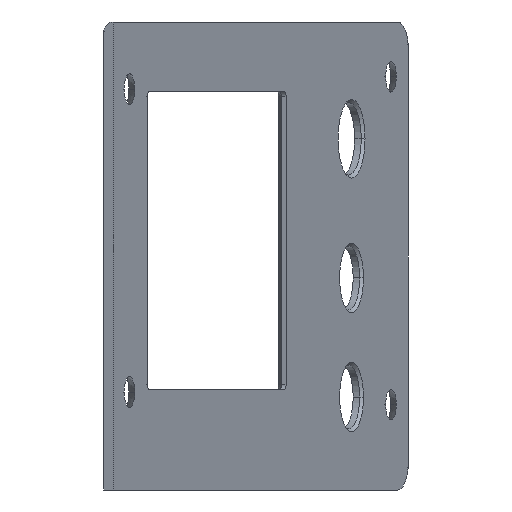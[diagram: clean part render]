
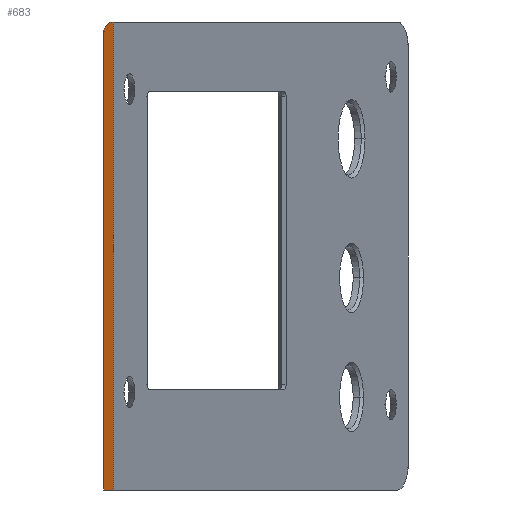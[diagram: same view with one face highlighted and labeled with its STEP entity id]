
A CAD part, left-side view. The second image highlights one B-rep face of the part: STEP entity #683.
In plain terms, the highlighted planar face has unit normal (-0.94, 0.342, 0).
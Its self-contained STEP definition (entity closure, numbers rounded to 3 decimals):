
#1 = CARTESIAN_POINT ( 'NONE',  ( 8.86, 68.18, 12. ) ) ;
#176 = AXIS2_PLACEMENT_3D ( 'NONE', #707, #1088, #1322 ) ;
#273 = VERTEX_POINT ( 'NONE', #421 ) ;
#279 = DIRECTION ( 'NONE',  ( 0.342, 0.94, 0. ) ) ;
#309 = VECTOR ( 'NONE', #831, 1000. ) ;
#421 = CARTESIAN_POINT ( 'NONE',  ( 8.518, 67.241, 0. ) ) ;
#427 = CARTESIAN_POINT ( 'NONE',  ( 8.518, 67.241, 47.1 ) ) ;
#496 = CARTESIAN_POINT ( 'NONE',  ( 8.86, 68.18, 0. ) ) ;
#523 = DIRECTION ( 'NONE',  ( 0.94, -0.342, 0. ) ) ;
#650 = ORIENTED_EDGE ( 'NONE', *, *, #1355, .T. ) ;
#683 = ADVANCED_FACE ( 'NONE', ( #893 ), #779, .F. ) ;
#707 = CARTESIAN_POINT ( 'NONE',  ( 8.518, 67.241, 46.1 ) ) ;
#766 = VECTOR ( 'NONE', #926, 1000. ) ;
#779 = PLANE ( 'NONE',  #1552 ) ;
#831 = DIRECTION ( 'NONE',  ( 0., 0., -1. ) ) ;
#893 = FACE_OUTER_BOUND ( 'NONE', #1442, .T. ) ;
#910 = CARTESIAN_POINT ( 'NONE',  ( 9.887, 71., 97.1 ) ) ;
#926 = DIRECTION ( 'NONE',  ( 0., 0., -1. ) ) ;
#1021 = LINE ( 'NONE', #1, #766 ) ;
#1025 = EDGE_CURVE ( 'NONE', #273, #1646, #1142, .T. ) ;
#1052 = CARTESIAN_POINT ( 'NONE',  ( 8.518, 67.241, 97.1 ) ) ;
#1087 = EDGE_CURVE ( 'NONE', #1102, #1646, #1021, .T. ) ;
#1088 = DIRECTION ( 'NONE',  ( -0.94, 0.342, 0. ) ) ;
#1102 = VERTEX_POINT ( 'NONE', #1425 ) ;
#1142 = LINE ( 'NONE', #1266, #1364 ) ;
#1266 = CARTESIAN_POINT ( 'NONE',  ( -14.089, 5.128, 0. ) ) ;
#1322 = DIRECTION ( 'NONE',  ( 0.342, 0.94, 0. ) ) ;
#1355 = EDGE_CURVE ( 'NONE', #1566, #1102, #1523, .T. ) ;
#1364 = VECTOR ( 'NONE', #1402, 1000. ) ;
#1378 = ORIENTED_EDGE ( 'NONE', *, *, #1025, .F. ) ;
#1402 = DIRECTION ( 'NONE',  ( 0.342, 0.94, 0. ) ) ;
#1425 = CARTESIAN_POINT ( 'NONE',  ( 8.86, 68.18, 46.1 ) ) ;
#1435 = ORIENTED_EDGE ( 'NONE', *, *, #1087, .T. ) ;
#1442 = EDGE_LOOP ( 'NONE', ( #1467, #650, #1435, #1378 ) ) ;
#1467 = ORIENTED_EDGE ( 'NONE', *, *, #1561, .F. ) ;
#1523 = CIRCLE ( 'NONE', #176, 1. ) ;
#1552 = AXIS2_PLACEMENT_3D ( 'NONE', #910, #523, #279 ) ;
#1561 = EDGE_CURVE ( 'NONE', #1566, #273, #1586, .T. ) ;
#1566 = VERTEX_POINT ( 'NONE', #427 ) ;
#1586 = LINE ( 'NONE', #1052, #309 ) ;
#1646 = VERTEX_POINT ( 'NONE', #496 ) ;
